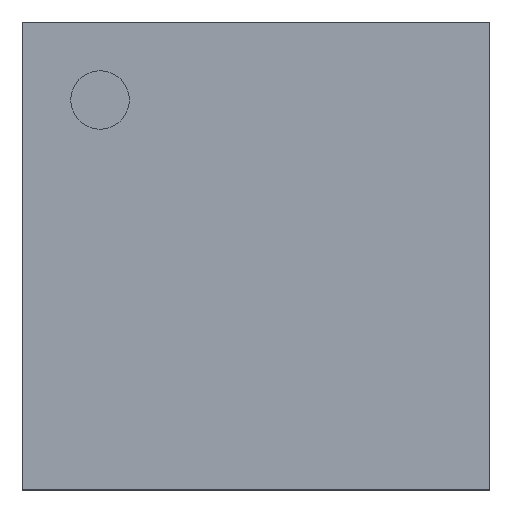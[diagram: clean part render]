
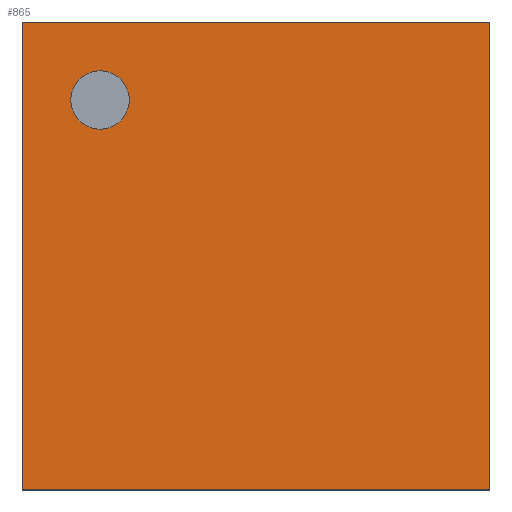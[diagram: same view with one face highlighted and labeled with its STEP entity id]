
A CAD part, top view. The second image highlights one B-rep face of the part: STEP entity #865.
In plain terms, the highlighted planar face has unit normal (0, 0, 1).
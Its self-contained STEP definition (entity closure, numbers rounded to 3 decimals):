
#801 = VERTEX_POINT('',#802);
#802 = CARTESIAN_POINT('',(0.,0.,0.6));
#817 = VERTEX_POINT('',#818);
#818 = CARTESIAN_POINT('',(0.,7.,0.6));
#824 = EDGE_CURVE('',#801,#817,#825,.T.);
#825 = LINE('',#826,#827);
#826 = CARTESIAN_POINT('',(0.,0.,0.6));
#827 = VECTOR('',#828,1.);
#828 = DIRECTION('',(-0.,1.,0.));
#847 = EDGE_CURVE('',#801,#848,#850,.T.);
#848 = VERTEX_POINT('',#849);
#849 = CARTESIAN_POINT('',(7.,0.,0.6));
#850 = LINE('',#851,#852);
#851 = CARTESIAN_POINT('',(0.,0.,0.6));
#852 = VECTOR('',#853,1.);
#853 = DIRECTION('',(1.,0.,-0.));
#865 = ADVANCED_FACE('',(#866,#884),#895,.T.);
#866 = FACE_BOUND('',#867,.T.);
#867 = EDGE_LOOP('',(#868,#869,#870,#878));
#868 = ORIENTED_EDGE('',*,*,#824,.F.);
#869 = ORIENTED_EDGE('',*,*,#847,.T.);
#870 = ORIENTED_EDGE('',*,*,#871,.T.);
#871 = EDGE_CURVE('',#848,#872,#874,.T.);
#872 = VERTEX_POINT('',#873);
#873 = CARTESIAN_POINT('',(7.,7.,0.6));
#874 = LINE('',#875,#876);
#875 = CARTESIAN_POINT('',(7.,0.,0.6));
#876 = VECTOR('',#877,1.);
#877 = DIRECTION('',(-0.,1.,0.));
#878 = ORIENTED_EDGE('',*,*,#879,.F.);
#879 = EDGE_CURVE('',#817,#872,#880,.T.);
#880 = LINE('',#881,#882);
#881 = CARTESIAN_POINT('',(0.,7.,0.6));
#882 = VECTOR('',#883,1.);
#883 = DIRECTION('',(1.,0.,-0.));
#884 = FACE_BOUND('',#885,.T.);
#885 = EDGE_LOOP('',(#886));
#886 = ORIENTED_EDGE('',*,*,#887,.F.);
#887 = EDGE_CURVE('',#888,#888,#890,.T.);
#888 = VERTEX_POINT('',#889);
#889 = CARTESIAN_POINT('',(1.604,5.833,0.6));
#890 = CIRCLE('',#891,0.438);
#891 = AXIS2_PLACEMENT_3D('',#892,#893,#894);
#892 = CARTESIAN_POINT('',(1.167,5.833,0.6));
#893 = DIRECTION('',(0.,0.,1.));
#894 = DIRECTION('',(1.,0.,-0.));
#895 = PLANE('',#896);
#896 = AXIS2_PLACEMENT_3D('',#897,#898,#899);
#897 = CARTESIAN_POINT('',(0.,0.,0.6));
#898 = DIRECTION('',(0.,0.,1.));
#899 = DIRECTION('',(1.,0.,-0.));
